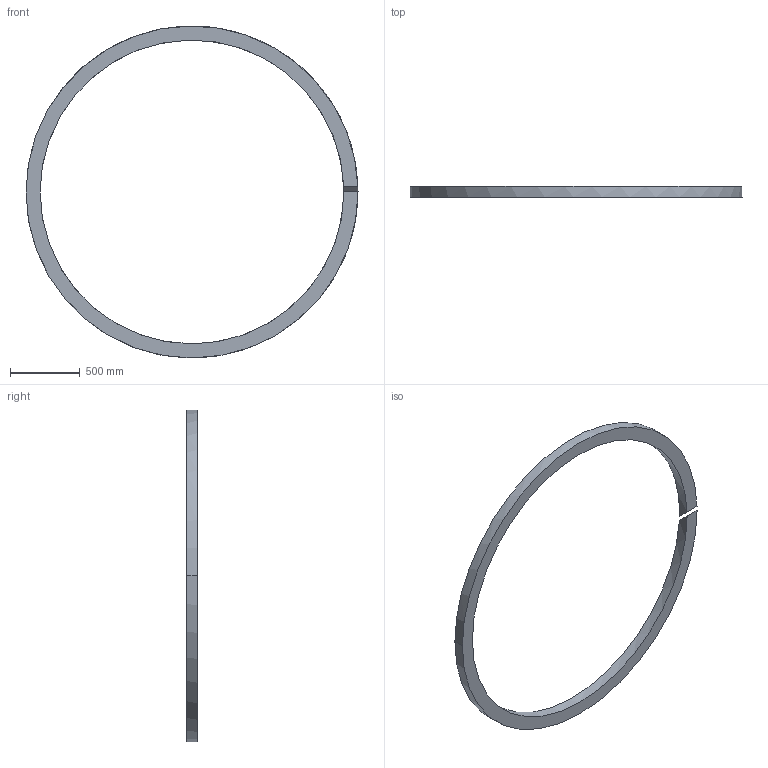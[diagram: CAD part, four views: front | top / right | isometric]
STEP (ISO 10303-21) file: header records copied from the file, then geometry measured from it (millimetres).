
FILE_DESCRIPTION((''),'2;1');
FILE_NAME('PISTON_RING','2025-12-19T09:30:47',('H576696'),('Honeywell International Inc.'),'CREO PARAMETRIC BY PTC INC, 2023134','CREO PARAMETRIC BY PTC INC, 2023134','');
FILE_SCHEMA(('AUTOMOTIVE_DESIGN { 1 0 10303 214 1 1 1 1 }'));
Length unit declared in the file: inch
Products named in the file (1): PISTON_RING
Bounding box: 2387.6 x 76.2 x 2387.45 mm (x, y, z)
Volume: 55321814.6 mm3; surface area: 2562929.9 mm2
Topology: 1 solids, 1 shells, 8 faces, 18 edges, 12 vertices
Faces by surface type: plane 4, cylinder 4
Entity records: 399 total; most frequent: COLOUR_RGB 106, CARTESIAN_POINT 53, DIRECTION 40, ORIENTED_EDGE 36, EDGE_CURVE 18, AXIS2_PLACEMENT_3D 17, VERTEX_POINT 12, EDGE_LOOP 8
